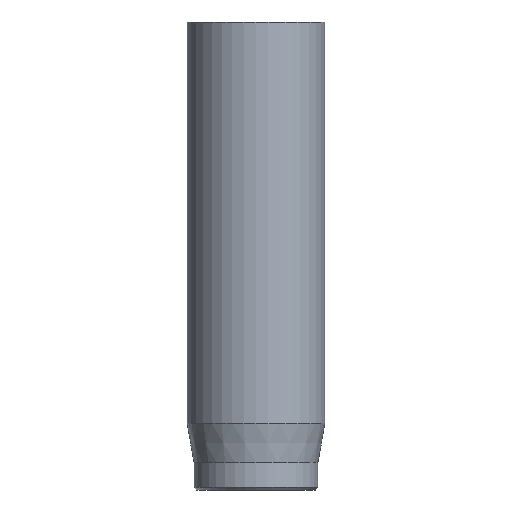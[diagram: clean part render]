
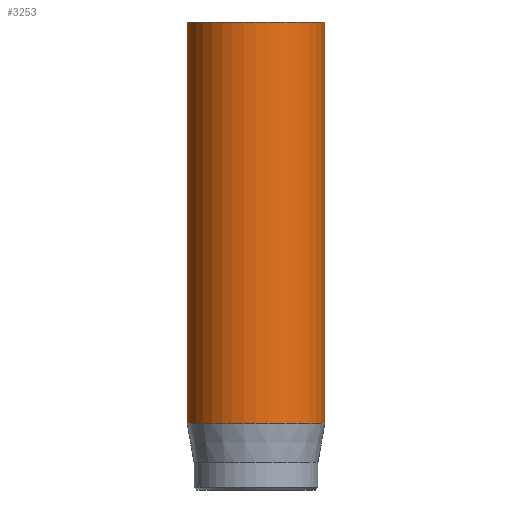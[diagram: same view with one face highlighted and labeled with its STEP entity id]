
A CAD part, front view. The second image highlights one B-rep face of the part: STEP entity #3253.
In plain terms, the highlighted cylindrical face has radius 2.5 mm (diameter 5 mm), a full revolution.
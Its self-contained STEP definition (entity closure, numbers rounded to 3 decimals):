
#32=CYLINDRICAL_SURFACE('',#3417,2.5);
#47=CIRCLE('',#3388,2.5);
#63=CIRCLE('',#3415,2.5);
#64=CIRCLE('',#3416,2.5);
#311=FACE_OUTER_BOUND('',#499,.T.);
#499=EDGE_LOOP('',(#2894,#2895,#2896,#2897,#2898));
#745=LINE('',#6107,#999);
#999=VECTOR('',#3842,2.5);
#1496=VERTEX_POINT('',#6050);
#1512=VERTEX_POINT('',#6101);
#1513=VERTEX_POINT('',#6102);
#1954=EDGE_CURVE('',#1496,#1496,#47,.T.);
#1978=EDGE_CURVE('',#1512,#1513,#63,.T.);
#1979=EDGE_CURVE('',#1513,#1512,#64,.T.);
#1981=EDGE_CURVE('',#1496,#1512,#745,.T.);
#2894=ORIENTED_EDGE('',*,*,#1954,.T.);
#2895=ORIENTED_EDGE('',*,*,#1981,.T.);
#2896=ORIENTED_EDGE('',*,*,#1978,.T.);
#2897=ORIENTED_EDGE('',*,*,#1979,.T.);
#2898=ORIENTED_EDGE('',*,*,#1981,.F.);
#3253=ADVANCED_FACE('',(#311),#32,.T.);
#3388=AXIS2_PLACEMENT_3D('',#6051,#3773,#3774);
#3415=AXIS2_PLACEMENT_3D('',#6103,#3835,#3836);
#3416=AXIS2_PLACEMENT_3D('',#6104,#3837,#3838);
#3417=AXIS2_PLACEMENT_3D('',#6106,#3840,#3841);
#3773=DIRECTION('center_axis',(0.,0.,-1.));
#3774=DIRECTION('ref_axis',(-1.,0.,0.));
#3835=DIRECTION('center_axis',(0.,0.,1.));
#3836=DIRECTION('ref_axis',(-1.,0.,0.));
#3837=DIRECTION('center_axis',(0.,0.,1.));
#3838=DIRECTION('ref_axis',(-1.,0.,0.));
#3840=DIRECTION('center_axis',(0.,0.,1.));
#3841=DIRECTION('ref_axis',(-1.,0.,0.));
#3842=DIRECTION('',(0.,0.,-1.));
#6050=CARTESIAN_POINT('',(2.5,0.,17.));
#6051=CARTESIAN_POINT('Origin',(0.,0.,17.));
#6101=CARTESIAN_POINT('',(2.5,0.,2.418));
#6102=CARTESIAN_POINT('',(-2.5,0.,2.418));
#6103=CARTESIAN_POINT('Origin',(0.,0.,2.418));
#6104=CARTESIAN_POINT('Origin',(0.,0.,2.418));
#6106=CARTESIAN_POINT('Origin',(0.,0.,0.));
#6107=CARTESIAN_POINT('',(2.5,0.,0.));
